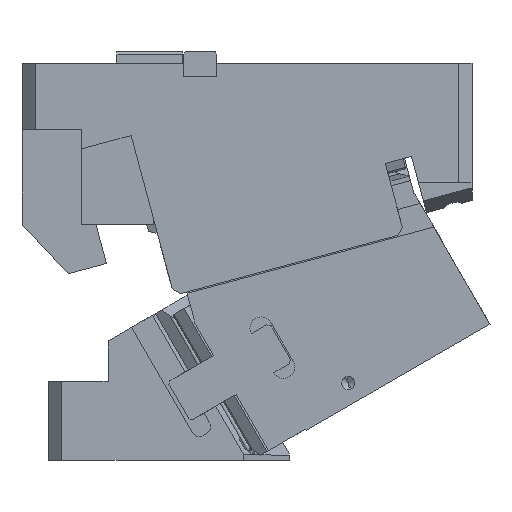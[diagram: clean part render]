
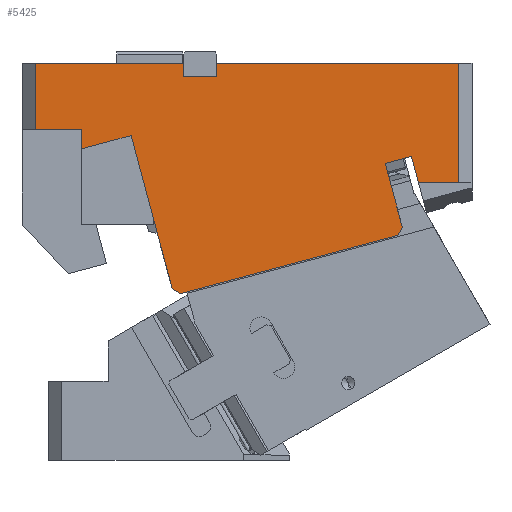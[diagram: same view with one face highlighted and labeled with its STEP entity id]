
A CAD part, front view. The second image highlights one B-rep face of the part: STEP entity #5425.
In plain terms, the highlighted planar face has unit normal (0, -1, 0).
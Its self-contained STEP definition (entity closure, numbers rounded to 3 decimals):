
#174=CARTESIAN_POINT('Vertex',(-250.,-90.,265.)) ;
#177=CARTESIAN_POINT('Line Origine',(-194.,-90.,265.)) ;
#181=CARTESIAN_POINT('Vertex',(-138.,-90.,265.)) ;
#2448=CARTESIAN_POINT('Line Origine',(-138.,-90.,260.)) ;
#2452=CARTESIAN_POINT('Vertex',(-138.,-90.,255.)) ;
#3191=CARTESIAN_POINT('Line Origine',(-125.5,-90.,255.)) ;
#3195=CARTESIAN_POINT('Vertex',(-113.,-90.,255.)) ;
#3210=CARTESIAN_POINT('Line Origine',(-113.,-90.,260.)) ;
#3214=CARTESIAN_POINT('Vertex',(-113.,-90.,265.)) ;
#3465=CARTESIAN_POINT('Vertex',(70.,-90.,175.)) ;
#3468=CARTESIAN_POINT('Line Origine',(54.765,-90.,175.)) ;
#3472=CARTESIAN_POINT('Vertex',(39.529,-90.,175.)) ;
#3508=CARTESIAN_POINT('Vertex',(70.,-90.,265.)) ;
#3511=CARTESIAN_POINT('Line Origine',(70.,-90.,220.)) ;
#3965=CARTESIAN_POINT('Line Origine',(-21.5,-90.,265.)) ;
#4242=CARTESIAN_POINT('Line Origine',(36.879,-90.,184.889)) ;
#4246=CARTESIAN_POINT('Vertex',(34.23,-90.,194.778)) ;
#4693=CARTESIAN_POINT('Line Origine',(24.329,-90.,192.125)) ;
#4697=CARTESIAN_POINT('Vertex',(14.428,-90.,189.472)) ;
#4901=CARTESIAN_POINT('Line Origine',(20.899,-90.,165.324)) ;
#4905=CARTESIAN_POINT('Vertex',(27.369,-90.,141.176)) ;
#4942=CARTESIAN_POINT('Line Origine',(25.601,-90.,138.114)) ;
#4946=CARTESIAN_POINT('Vertex',(23.834,-90.,135.052)) ;
#4965=CARTESIAN_POINT('Vertex',(-140.374,-90.,91.053)) ;
#4975=CARTESIAN_POINT('Line Origine',(-58.27,-90.,113.052)) ;
#5040=CARTESIAN_POINT('Vertex',(-146.497,-90.,94.588)) ;
#5043=CARTESIAN_POINT('Line Origine',(-162.027,-90.,152.544)) ;
#5047=CARTESIAN_POINT('Vertex',(-177.556,-90.,210.499)) ;
#5105=CARTESIAN_POINT('Vertex',(-215.,-90.,215.)) ;
#5124=CARTESIAN_POINT('Vertex',(-215.,-90.,200.466)) ;
#5127=CARTESIAN_POINT('Line Origine',(-215.,-90.,207.733)) ;
#5157=CARTESIAN_POINT('Vertex',(-250.,-90.,215.)) ;
#5160=CARTESIAN_POINT('Line Origine',(-250.,-90.,240.)) ;
#5359=CARTESIAN_POINT('Line Origine',(-232.5,-90.,215.)) ;
#5390=CARTESIAN_POINT('Axis2P3D Location',(-260.,-90.,215.)) ;
#5395=CARTESIAN_POINT('Line Origine',(-196.278,-90.,205.483)) ;
#5400=CARTESIAN_POINT('Line Origine',(-143.436,-90.,92.821)) ;
#178=DIRECTION('Vector Direction',(-1.,0.,0.)) ;
#2449=DIRECTION('Vector Direction',(0.,0.,1.)) ;
#3192=DIRECTION('Vector Direction',(1.,0.,0.)) ;
#3211=DIRECTION('Vector Direction',(0.,0.,1.)) ;
#3469=DIRECTION('Vector Direction',(1.,0.,0.)) ;
#3512=DIRECTION('Vector Direction',(0.,0.,1.)) ;
#3966=DIRECTION('Vector Direction',(-1.,0.,0.)) ;
#4243=DIRECTION('Vector Direction',(0.259,0.,-0.966)) ;
#4694=DIRECTION('Vector Direction',(0.966,0.,0.259)) ;
#4902=DIRECTION('Vector Direction',(-0.259,0.,0.966)) ;
#4943=DIRECTION('Vector Direction',(0.5,0.,0.866)) ;
#4976=DIRECTION('Vector Direction',(-0.966,0.,-0.259)) ;
#5044=DIRECTION('Vector Direction',(-0.259,0.,0.966)) ;
#5128=DIRECTION('Vector Direction',(0.,0.,-1.)) ;
#5161=DIRECTION('Vector Direction',(0.,0.,-1.)) ;
#5360=DIRECTION('Vector Direction',(1.,0.,0.)) ;
#5391=DIRECTION('Axis2P3D Direction',(0.,1.,0.)) ;
#5392=DIRECTION('Axis2P3D XDirection',(-1.,0.,0.)) ;
#5396=DIRECTION('Vector Direction',(0.966,0.,0.259)) ;
#5401=DIRECTION('Vector Direction',(-0.866,0.,0.5)) ;
#5393=AXIS2_PLACEMENT_3D('Plane Axis2P3D',#5390,#5391,#5392) ;
#5406=ORIENTED_EDGE('',*,*,#4699,.T.) ;
#5407=ORIENTED_EDGE('',*,*,#4248,.T.) ;
#5408=ORIENTED_EDGE('',*,*,#3474,.T.) ;
#5409=ORIENTED_EDGE('',*,*,#3515,.T.) ;
#5410=ORIENTED_EDGE('',*,*,#3969,.T.) ;
#5411=ORIENTED_EDGE('',*,*,#3216,.F.) ;
#5412=ORIENTED_EDGE('',*,*,#3197,.F.) ;
#5413=ORIENTED_EDGE('',*,*,#2454,.T.) ;
#5414=ORIENTED_EDGE('',*,*,#183,.T.) ;
#5415=ORIENTED_EDGE('',*,*,#5164,.T.) ;
#5416=ORIENTED_EDGE('',*,*,#5363,.T.) ;
#5417=ORIENTED_EDGE('',*,*,#5131,.T.) ;
#5418=ORIENTED_EDGE('',*,*,#5399,.T.) ;
#5419=ORIENTED_EDGE('',*,*,#5049,.F.) ;
#5420=ORIENTED_EDGE('',*,*,#5404,.F.) ;
#5421=ORIENTED_EDGE('',*,*,#4979,.F.) ;
#5422=ORIENTED_EDGE('',*,*,#4948,.T.) ;
#5423=ORIENTED_EDGE('',*,*,#4907,.T.) ;
#179=VECTOR('Line Direction',#178,1.) ;
#2450=VECTOR('Line Direction',#2449,1.) ;
#3193=VECTOR('Line Direction',#3192,1.) ;
#3212=VECTOR('Line Direction',#3211,1.) ;
#3470=VECTOR('Line Direction',#3469,1.) ;
#3513=VECTOR('Line Direction',#3512,1.) ;
#3967=VECTOR('Line Direction',#3966,1.) ;
#4244=VECTOR('Line Direction',#4243,1.) ;
#4695=VECTOR('Line Direction',#4694,1.) ;
#4903=VECTOR('Line Direction',#4902,1.) ;
#4944=VECTOR('Line Direction',#4943,1.) ;
#4977=VECTOR('Line Direction',#4976,1.) ;
#5045=VECTOR('Line Direction',#5044,1.) ;
#5129=VECTOR('Line Direction',#5128,1.) ;
#5162=VECTOR('Line Direction',#5161,1.) ;
#5361=VECTOR('Line Direction',#5360,1.) ;
#5397=VECTOR('Line Direction',#5396,1.) ;
#5402=VECTOR('Line Direction',#5401,1.) ;
#5425=ADVANCED_FACE('CAM HOLDER',(#5424),#5394,.F.) ;
#183=EDGE_CURVE('',#182,#175,#180,.T.) ;
#2454=EDGE_CURVE('',#2453,#182,#2451,.T.) ;
#3197=EDGE_CURVE('',#2453,#3196,#3194,.T.) ;
#3216=EDGE_CURVE('',#3196,#3215,#3213,.T.) ;
#3474=EDGE_CURVE('',#3473,#3466,#3471,.T.) ;
#3515=EDGE_CURVE('',#3466,#3509,#3514,.T.) ;
#3969=EDGE_CURVE('',#3509,#3215,#3968,.T.) ;
#4248=EDGE_CURVE('',#4247,#3473,#4245,.T.) ;
#4699=EDGE_CURVE('',#4698,#4247,#4696,.T.) ;
#4907=EDGE_CURVE('',#4906,#4698,#4904,.T.) ;
#4948=EDGE_CURVE('',#4947,#4906,#4945,.T.) ;
#4979=EDGE_CURVE('',#4947,#4966,#4978,.T.) ;
#5049=EDGE_CURVE('',#5041,#5048,#5046,.T.) ;
#5131=EDGE_CURVE('',#5106,#5125,#5130,.T.) ;
#5164=EDGE_CURVE('',#175,#5158,#5163,.T.) ;
#5363=EDGE_CURVE('',#5158,#5106,#5362,.T.) ;
#5399=EDGE_CURVE('',#5125,#5048,#5398,.T.) ;
#5404=EDGE_CURVE('',#4966,#5041,#5403,.T.) ;
#5405=EDGE_LOOP('',(#5406,#5407,#5408,#5409,#5410,#5411,#5412,#5413,#5414,#5415,#5416,#5417,#5418,#5419,#5420,#5421,#5422,#5423)) ;
#5424=FACE_OUTER_BOUND('',#5405,.T.) ;
#180=LINE('Line',#177,#179) ;
#2451=LINE('Line',#2448,#2450) ;
#3194=LINE('Line',#3191,#3193) ;
#3213=LINE('Line',#3210,#3212) ;
#3471=LINE('Line',#3468,#3470) ;
#3514=LINE('Line',#3511,#3513) ;
#3968=LINE('Line',#3965,#3967) ;
#4245=LINE('Line',#4242,#4244) ;
#4696=LINE('Line',#4693,#4695) ;
#4904=LINE('Line',#4901,#4903) ;
#4945=LINE('Line',#4942,#4944) ;
#4978=LINE('Line',#4975,#4977) ;
#5046=LINE('Line',#5043,#5045) ;
#5130=LINE('Line',#5127,#5129) ;
#5163=LINE('Line',#5160,#5162) ;
#5362=LINE('Line',#5359,#5361) ;
#5398=LINE('Line',#5395,#5397) ;
#5403=LINE('Line',#5400,#5402) ;
#5394=PLANE('Plane',#5393) ;
#175=VERTEX_POINT('',#174) ;
#182=VERTEX_POINT('',#181) ;
#2453=VERTEX_POINT('',#2452) ;
#3196=VERTEX_POINT('',#3195) ;
#3215=VERTEX_POINT('',#3214) ;
#3466=VERTEX_POINT('',#3465) ;
#3473=VERTEX_POINT('',#3472) ;
#3509=VERTEX_POINT('',#3508) ;
#4247=VERTEX_POINT('',#4246) ;
#4698=VERTEX_POINT('',#4697) ;
#4906=VERTEX_POINT('',#4905) ;
#4947=VERTEX_POINT('',#4946) ;
#4966=VERTEX_POINT('',#4965) ;
#5041=VERTEX_POINT('',#5040) ;
#5048=VERTEX_POINT('',#5047) ;
#5106=VERTEX_POINT('',#5105) ;
#5125=VERTEX_POINT('',#5124) ;
#5158=VERTEX_POINT('',#5157) ;
